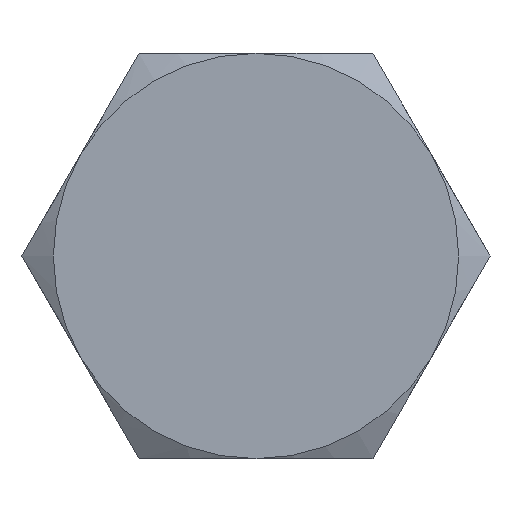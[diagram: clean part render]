
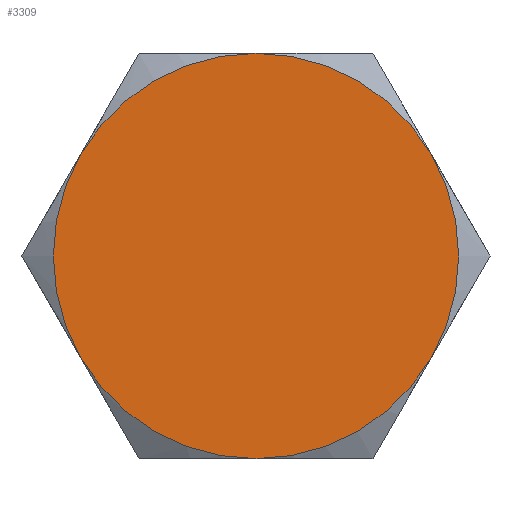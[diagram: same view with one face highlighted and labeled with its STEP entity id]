
A CAD part, left-side view. The second image highlights one B-rep face of the part: STEP entity #3309.
In plain terms, the highlighted planar face has unit normal (-1, 0, 0).
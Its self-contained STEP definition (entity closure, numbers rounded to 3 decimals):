
#7 = CIRCLE ( 'NONE', #2040, 6.5 ) ;
#105 = CARTESIAN_POINT ( 'NONE',  ( 0., -5.629, -3.25 ) ) ;
#118 = EDGE_CURVE ( 'NONE', #715, #4330, #3238, .T. ) ;
#186 = CARTESIAN_POINT ( 'NONE',  ( 0., 0., 0. ) ) ;
#583 = DIRECTION ( 'NONE',  ( 0., 0., -1. ) ) ;
#649 = EDGE_CURVE ( 'NONE', #1616, #3867, #7, .T. ) ;
#715 = VERTEX_POINT ( 'NONE', #2448 ) ;
#965 = CARTESIAN_POINT ( 'NONE',  ( 0., 0., -6.5 ) ) ;
#1032 = DIRECTION ( 'NONE',  ( 1., 0., 0. ) ) ;
#1061 = CIRCLE ( 'NONE', #1350, 6.5 ) ;
#1125 = CIRCLE ( 'NONE', #4931, 6.5 ) ;
#1139 = ORIENTED_EDGE ( 'NONE', *, *, #5072, .F. ) ;
#1350 = AXIS2_PLACEMENT_3D ( 'NONE', #5186, #4692, #4706 ) ;
#1435 = DIRECTION ( 'NONE',  ( 0., 0., -1. ) ) ;
#1563 = DIRECTION ( 'NONE',  ( 1., 0., 0. ) ) ;
#1568 = CARTESIAN_POINT ( 'NONE',  ( 0., 0., 0. ) ) ;
#1616 = VERTEX_POINT ( 'NONE', #4132 ) ;
#1629 = DIRECTION ( 'NONE',  ( 1., 0., 0. ) ) ;
#1708 = EDGE_CURVE ( 'NONE', #3867, #4612, #3640, .T. ) ;
#1773 = FACE_OUTER_BOUND ( 'NONE', #4314, .T. ) ;
#2040 = AXIS2_PLACEMENT_3D ( 'NONE', #3164, #1563, #3987 ) ;
#2077 = EDGE_CURVE ( 'NONE', #4196, #4330, #2085, .T. ) ;
#2085 = CIRCLE ( 'NONE', #2712, 6.5 ) ;
#2269 = CARTESIAN_POINT ( 'NONE',  ( 0., 5.629, -3.25 ) ) ;
#2409 = AXIS2_PLACEMENT_3D ( 'NONE', #3089, #3479, #4301 ) ;
#2448 = CARTESIAN_POINT ( 'NONE',  ( 0., 0., 6.5 ) ) ;
#2606 = CARTESIAN_POINT ( 'NONE',  ( 0., 0., 0. ) ) ;
#2682 = ORIENTED_EDGE ( 'NONE', *, *, #1708, .F. ) ;
#2712 = AXIS2_PLACEMENT_3D ( 'NONE', #2606, #1032, #1435 ) ;
#3089 = CARTESIAN_POINT ( 'NONE',  ( 0., 0., 0. ) ) ;
#3164 = CARTESIAN_POINT ( 'NONE',  ( 0., 0., 0. ) ) ;
#3238 = CIRCLE ( 'NONE', #4545, 6.5 ) ;
#3309 = ADVANCED_FACE ( 'NONE', ( #1773 ), #4160, .F. ) ;
#3338 = ORIENTED_EDGE ( 'NONE', *, *, #118, .T. ) ;
#3358 = AXIS2_PLACEMENT_3D ( 'NONE', #3360, #1629, #3660 ) ;
#3360 = CARTESIAN_POINT ( 'NONE',  ( 0., 7.506, 0. ) ) ;
#3370 = DIRECTION ( 'NONE',  ( 1., 0., 0. ) ) ;
#3462 = ORIENTED_EDGE ( 'NONE', *, *, #649, .F. ) ;
#3479 = DIRECTION ( 'NONE',  ( 1., 0., 0. ) ) ;
#3548 = DIRECTION ( 'NONE',  ( 0., 0., 1. ) ) ;
#3640 = CIRCLE ( 'NONE', #2409, 6.5 ) ;
#3660 = DIRECTION ( 'NONE',  ( 0., 0., -1. ) ) ;
#3867 = VERTEX_POINT ( 'NONE', #105 ) ;
#3987 = DIRECTION ( 'NONE',  ( 0., 0., -1. ) ) ;
#4132 = CARTESIAN_POINT ( 'NONE',  ( 0., -5.629, 3.25 ) ) ;
#4160 = PLANE ( 'NONE',  #3358 ) ;
#4196 = VERTEX_POINT ( 'NONE', #2269 ) ;
#4266 = EDGE_CURVE ( 'NONE', #715, #1616, #1061, .T. ) ;
#4301 = DIRECTION ( 'NONE',  ( 0., 0., -1. ) ) ;
#4314 = EDGE_LOOP ( 'NONE', ( #1139, #2682, #3462, #5236, #3338, #4340 ) ) ;
#4330 = VERTEX_POINT ( 'NONE', #4443 ) ;
#4340 = ORIENTED_EDGE ( 'NONE', *, *, #2077, .F. ) ;
#4443 = CARTESIAN_POINT ( 'NONE',  ( 0., 5.629, 3.25 ) ) ;
#4545 = AXIS2_PLACEMENT_3D ( 'NONE', #1568, #5229, #3548 ) ;
#4612 = VERTEX_POINT ( 'NONE', #965 ) ;
#4692 = DIRECTION ( 'NONE',  ( 1., 0., 0. ) ) ;
#4706 = DIRECTION ( 'NONE',  ( 0., 0., -1. ) ) ;
#4931 = AXIS2_PLACEMENT_3D ( 'NONE', #186, #3370, #583 ) ;
#5072 = EDGE_CURVE ( 'NONE', #4612, #4196, #1125, .T. ) ;
#5186 = CARTESIAN_POINT ( 'NONE',  ( 0., 0., 0. ) ) ;
#5229 = DIRECTION ( 'NONE',  ( -1., 0., 0. ) ) ;
#5236 = ORIENTED_EDGE ( 'NONE', *, *, #4266, .F. ) ;
